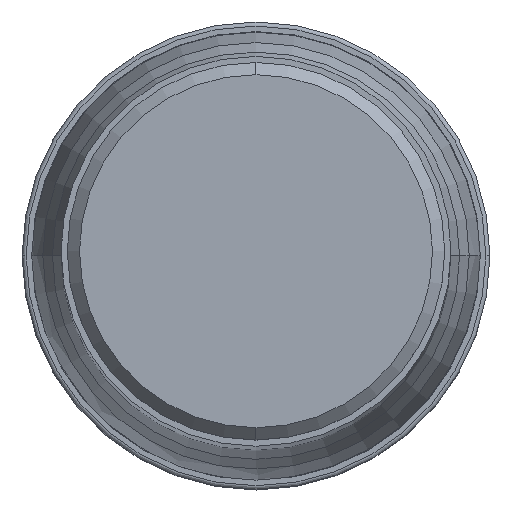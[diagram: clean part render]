
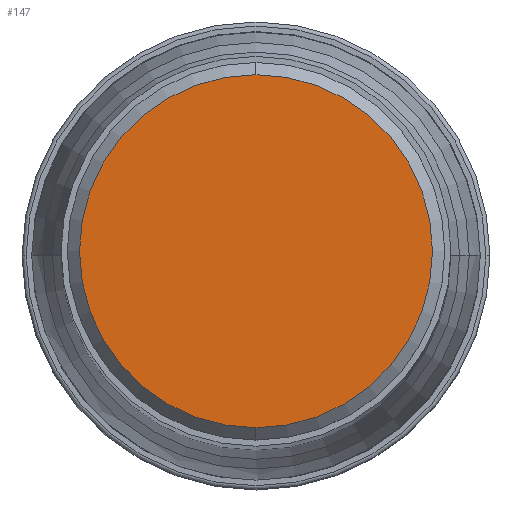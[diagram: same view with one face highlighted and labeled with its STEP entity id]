
A CAD part, top view. The second image highlights one B-rep face of the part: STEP entity #147.
In plain terms, the highlighted planar face has unit normal (0, 0, 1).
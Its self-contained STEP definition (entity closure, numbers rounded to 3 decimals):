
#74=PLANE('',#1393);
#147=ADVANCED_FACE('',(#239),#74,.F.);
#239=FACE_OUTER_BOUND('',#309,.T.);
#309=EDGE_LOOP('',(#602,#603));
#602=ORIENTED_EDGE('',*,*,#850,.F.);
#603=ORIENTED_EDGE('',*,*,#852,.F.);
#702=VERTEX_POINT('',#2246);
#703=VERTEX_POINT('',#2248);
#850=EDGE_CURVE('',#702,#703,#987,.T.);
#852=EDGE_CURVE('',#703,#702,#988,.T.);
#987=CIRCLE('',#1389,14.375);
#988=CIRCLE('',#1391,14.375);
#1389=AXIS2_PLACEMENT_3D('',#2247,#1829,#1830);
#1391=AXIS2_PLACEMENT_3D('',#2251,#1834,#1835);
#1393=AXIS2_PLACEMENT_3D('',#2253,#1838,#1839);
#1829=DIRECTION('',(0.,0.,-1.));
#1830=DIRECTION('',(0.,1.,0.));
#1834=DIRECTION('',(0.,0.,-1.));
#1835=DIRECTION('',(0.,-1.,0.));
#1838=DIRECTION('',(0.,0.,-1.));
#1839=DIRECTION('',(1.,0.,0.));
#2246=CARTESIAN_POINT('',(0.,14.375,0.));
#2247=CARTESIAN_POINT('',(0.,0.,0.));
#2248=CARTESIAN_POINT('',(0.,-14.375,0.));
#2251=CARTESIAN_POINT('',(0.,0.,0.));
#2253=CARTESIAN_POINT('',(0.,0.,0.));
